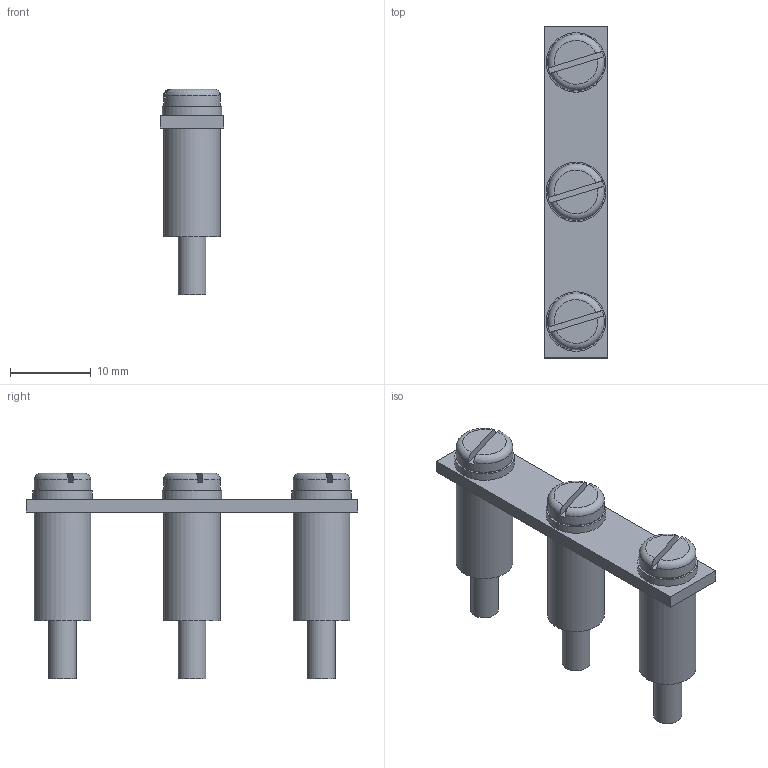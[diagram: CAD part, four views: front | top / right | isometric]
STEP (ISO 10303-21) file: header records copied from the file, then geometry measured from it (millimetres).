
FILE_DESCRIPTION (( 'STEP AP214' ), '1' );
FILE_NAME ('YCT10-00-K03-035-A-3P Ïåðåìû÷êà â ñáîðå äëÿ CTS 35ìì2 3PIN.STEP', '2023-10-16T10:38:47', ( '' ), ( '' ), 'SwSTEP 2.0', 'SolidWorks 2022', '' );
FILE_SCHEMA (( 'AUTOMOTIVE_DESIGN' ));
Length unit declared in the file: millimetre
Products named in the file (1): YCT10-00-K03-035-A-3P Перемычка в сборе для CTS 35мм2 3PIN
Bounding box: 7.9 x 41 x 25.4 mm (x, y, z)
Volume: 2505.3 mm3; surface area: 3726.7 mm2
Topology: 10 solids, 10 shells, 75 faces, 147 edges, 95 vertices
Faces by surface type: plane 39, cylinder 21, torus 12, cone 3
Full cylindrical faces by diameter (mm): 3.45 x3, 3.8 x3, 4.2 x3, 4.35 x3, 7 x6, 7.35 x3
Entity records: 2794 total; most frequent: CARTESIAN_POINT 366, DIRECTION 320, ORIENTED_EDGE 228, AXIS2_PLACEMENT_3D 142, EDGE_LOOP 126, EDGE_CURVE 114, FACE_OUTER_BOUND 102, VERTEX_POINT 92
